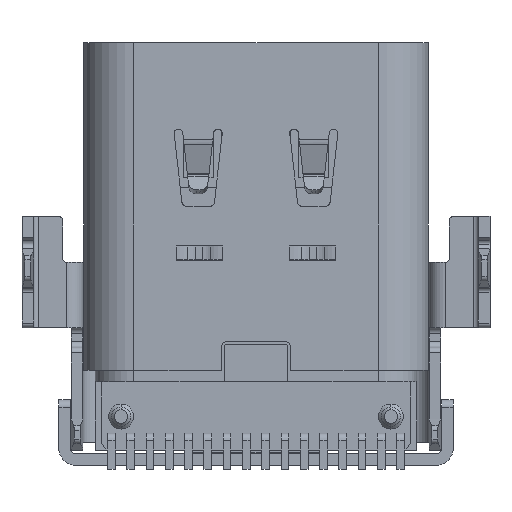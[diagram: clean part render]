
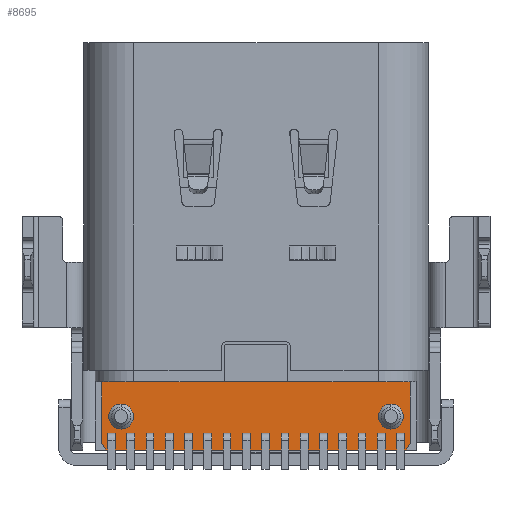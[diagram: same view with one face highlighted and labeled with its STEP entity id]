
A CAD part, front view. The second image highlights one B-rep face of the part: STEP entity #8695.
In plain terms, the highlighted planar face has unit normal (0, -1, 0).
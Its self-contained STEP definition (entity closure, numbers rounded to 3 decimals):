
#1629 = DIRECTION ( 'NONE',  ( 0., 0., 1. ) ) ;
#1902 = LINE ( 'NONE', #10120, #31524 ) ;
#1948 = VECTOR ( 'NONE', #5903, 1000. ) ;
#3116 = DIRECTION ( 'NONE',  ( 0., 1., 0. ) ) ;
#3159 = CARTESIAN_POINT ( 'NONE',  ( 3.5, 0.25, -0.325 ) ) ;
#3224 = ORIENTED_EDGE ( 'NONE', *, *, #14168, .T. ) ;
#3903 = DIRECTION ( 'NONE',  ( 0., 0., -1. ) ) ;
#4698 = DIRECTION ( 'NONE',  ( 0.5, 0., -0.866 ) ) ;
#4752 = DIRECTION ( 'NONE',  ( 0., 1., 0. ) ) ;
#5221 = CARTESIAN_POINT ( 'NONE',  ( -3.5, 0.25, -0.325 ) ) ;
#5313 = ORIENTED_EDGE ( 'NONE', *, *, #8369, .T. ) ;
#5351 = VERTEX_POINT ( 'NONE', #25162 ) ;
#5806 = VECTOR ( 'NONE', #13273, 1000. ) ;
#5829 = CIRCLE ( 'NONE', #24335, 0.325 ) ;
#5903 = DIRECTION ( 'NONE',  ( -1., 0., 0. ) ) ;
#6086 = VERTEX_POINT ( 'NONE', #5221 ) ;
#6702 = LINE ( 'NONE', #29383, #25058 ) ;
#8091 = ORIENTED_EDGE ( 'NONE', *, *, #19291, .T. ) ;
#8195 = EDGE_LOOP ( 'NONE', ( #20501, #3224 ) ) ;
#8325 = CARTESIAN_POINT ( 'NONE',  ( 4., 0.25, -0.697 ) ) ;
#8369 = EDGE_CURVE ( 'NONE', #20282, #26652, #18080, .T. ) ;
#8398 = CIRCLE ( 'NONE', #21098, 0.325 ) ;
#8695 = ADVANCED_FACE ( 'NONE', ( #18537, #25813, #20674 ), #20829, .F. ) ;
#8759 = VERTEX_POINT ( 'NONE', #3159 ) ;
#8875 = CARTESIAN_POINT ( 'NONE',  ( -3.5, 0.25, 0. ) ) ;
#9071 = EDGE_CURVE ( 'NONE', #8759, #32486, #5829, .T. ) ;
#9180 = EDGE_CURVE ( 'NONE', #32486, #8759, #31238, .T. ) ;
#9361 = DIRECTION ( 'NONE',  ( 0., 1., 0. ) ) ;
#9835 = CARTESIAN_POINT ( 'NONE',  ( -3.5, 0.25, 0. ) ) ;
#10120 = CARTESIAN_POINT ( 'NONE',  ( -4., 0.25, 0.9 ) ) ;
#10310 = VERTEX_POINT ( 'NONE', #26256 ) ;
#11390 = ORIENTED_EDGE ( 'NONE', *, *, #26598, .F. ) ;
#13192 = DIRECTION ( 'NONE',  ( 0., 0., 1. ) ) ;
#13273 = DIRECTION ( 'NONE',  ( 0., 0., -1. ) ) ;
#13327 = CARTESIAN_POINT ( 'NONE',  ( -4., 0.25, 0.9 ) ) ;
#13939 = EDGE_LOOP ( 'NONE', ( #30221, #22233 ) ) ;
#14168 = EDGE_CURVE ( 'NONE', #6086, #10310, #16486, .T. ) ;
#14819 = AXIS2_PLACEMENT_3D ( 'NONE', #18323, #3116, #13192 ) ;
#16486 = CIRCLE ( 'NONE', #22843, 0.325 ) ;
#16628 = ORIENTED_EDGE ( 'NONE', *, *, #16941, .T. ) ;
#16941 = EDGE_CURVE ( 'NONE', #29725, #19377, #31024, .T. ) ;
#17667 = VECTOR ( 'NONE', #23263, 1000. ) ;
#18080 = LINE ( 'NONE', #30485, #5806 ) ;
#18323 = CARTESIAN_POINT ( 'NONE',  ( 3.5, 0.25, 0. ) ) ;
#18537 = FACE_BOUND ( 'NONE', #13939, .T. ) ;
#19291 = EDGE_CURVE ( 'NONE', #26652, #5351, #19589, .T. ) ;
#19377 = VERTEX_POINT ( 'NONE', #22401 ) ;
#19498 = CARTESIAN_POINT ( 'NONE',  ( 3.5, 0.25, 0. ) ) ;
#19589 = LINE ( 'NONE', #32509, #19829 ) ;
#19661 = DIRECTION ( 'NONE',  ( 0., 1., 0. ) ) ;
#19829 = VECTOR ( 'NONE', #4698, 1000. ) ;
#20276 = DIRECTION ( 'NONE',  ( 0., 0., 1. ) ) ;
#20282 = VERTEX_POINT ( 'NONE', #13327 ) ;
#20501 = ORIENTED_EDGE ( 'NONE', *, *, #22533, .T. ) ;
#20553 = EDGE_CURVE ( 'NONE', #20282, #26281, #1902, .T. ) ;
#20674 = FACE_OUTER_BOUND ( 'NONE', #22670, .T. ) ;
#20765 = ORIENTED_EDGE ( 'NONE', *, *, #28929, .F. ) ;
#20829 = PLANE ( 'NONE',  #30670 ) ;
#21098 = AXIS2_PLACEMENT_3D ( 'NONE', #8875, #9361, #1629 ) ;
#22087 = DIRECTION ( 'NONE',  ( 1., 0., 0. ) ) ;
#22233 = ORIENTED_EDGE ( 'NONE', *, *, #9071, .T. ) ;
#22401 = CARTESIAN_POINT ( 'NONE',  ( 4., 0.25, -0.697 ) ) ;
#22533 = EDGE_CURVE ( 'NONE', #10310, #6086, #8398, .T. ) ;
#22670 = EDGE_LOOP ( 'NONE', ( #11390, #28519, #5313, #8091, #20765, #16628 ) ) ;
#22843 = AXIS2_PLACEMENT_3D ( 'NONE', #9835, #4752, #20276 ) ;
#23179 = DIRECTION ( 'NONE',  ( 0., 1., 0. ) ) ;
#23263 = DIRECTION ( 'NONE',  ( 0.5, 0., 0.866 ) ) ;
#23388 = CARTESIAN_POINT ( 'NONE',  ( 3.9, 0.25, -0.87 ) ) ;
#23627 = CARTESIAN_POINT ( 'NONE',  ( 4.163, 0.25, -0.87 ) ) ;
#24335 = AXIS2_PLACEMENT_3D ( 'NONE', #19498, #19661, #29761 ) ;
#25058 = VECTOR ( 'NONE', #3903, 1000. ) ;
#25162 = CARTESIAN_POINT ( 'NONE',  ( -3.9, 0.25, -0.87 ) ) ;
#25332 = CARTESIAN_POINT ( 'NONE',  ( 3.5, 0.25, 0.325 ) ) ;
#25643 = DIRECTION ( 'NONE',  ( 0., 0., 1. ) ) ;
#25813 = FACE_BOUND ( 'NONE', #8195, .T. ) ;
#26256 = CARTESIAN_POINT ( 'NONE',  ( -3.5, 0.25, 0.325 ) ) ;
#26281 = VERTEX_POINT ( 'NONE', #28983 ) ;
#26598 = EDGE_CURVE ( 'NONE', #26281, #19377, #6702, .T. ) ;
#26652 = VERTEX_POINT ( 'NONE', #31722 ) ;
#28519 = ORIENTED_EDGE ( 'NONE', *, *, #20553, .F. ) ;
#28929 = EDGE_CURVE ( 'NONE', #29725, #5351, #31235, .T. ) ;
#28983 = CARTESIAN_POINT ( 'NONE',  ( 4., 0.25, 0.9 ) ) ;
#29383 = CARTESIAN_POINT ( 'NONE',  ( 4., 0.25, 1.2 ) ) ;
#29725 = VERTEX_POINT ( 'NONE', #23388 ) ;
#29761 = DIRECTION ( 'NONE',  ( 0., 0., 1. ) ) ;
#30221 = ORIENTED_EDGE ( 'NONE', *, *, #9180, .T. ) ;
#30485 = CARTESIAN_POINT ( 'NONE',  ( -4., 0.25, 1.2 ) ) ;
#30670 = AXIS2_PLACEMENT_3D ( 'NONE', #30787, #23179, #25643 ) ;
#30787 = CARTESIAN_POINT ( 'NONE',  ( 4.163, 0.25, -9.578 ) ) ;
#31024 = LINE ( 'NONE', #8325, #17667 ) ;
#31235 = LINE ( 'NONE', #23627, #1948 ) ;
#31238 = CIRCLE ( 'NONE', #14819, 0.325 ) ;
#31524 = VECTOR ( 'NONE', #22087, 1000. ) ;
#31722 = CARTESIAN_POINT ( 'NONE',  ( -4., 0.25, -0.697 ) ) ;
#32486 = VERTEX_POINT ( 'NONE', #25332 ) ;
#32509 = CARTESIAN_POINT ( 'NONE',  ( -4., 0.25, -0.697 ) ) ;
